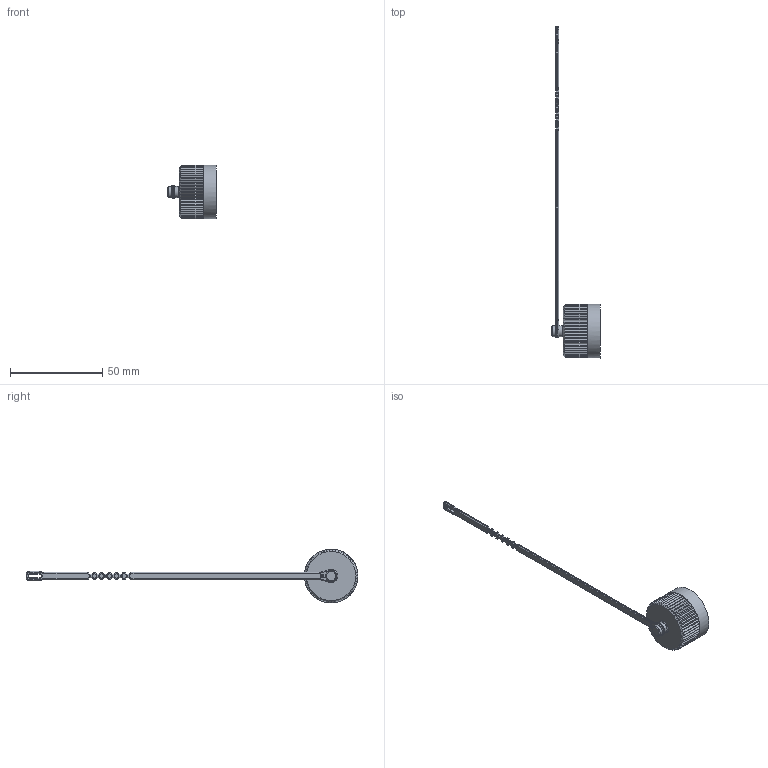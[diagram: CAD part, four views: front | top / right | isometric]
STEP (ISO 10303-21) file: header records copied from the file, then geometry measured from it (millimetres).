
FILE_DESCRIPTION(/* description */ (''),/* implementation_level */ '2;1');
FILE_NAME(/* name */ '08-2299-000-000_bg.stp',/* time_stamp */ '2010-05-05T10:14:34+02:00',/* author */ (''),/* organization */ (''),/* preprocessor_version */ 'ST-DEVELOPER v11',/* originating_system */ 'UGS - NX 5.0',/* authorisation */ '');
FILE_SCHEMA (('CONFIG_CONTROL_DESIGN'));
Length unit declared in the file: millimetre
Products named in the file (1): cerl1B55xmhz
Bounding box: 26.2 x 179.5 x 29 mm (x, y, z)
Volume: 9560.2 mm3; surface area: 6989.9 mm2
Topology: 1 solids, 1 shells, 626 faces, 1445 edges, 830 vertices
Faces by surface type: plane 265, cylinder 239, torus 71, bspline 48, cone 3
Full cylindrical faces by diameter (mm): 6 x2, 8.4 x1, 13.6 x1, 17.8 x1, 20.82 x1, 29 x1
Entity records: 17851 total; most frequent: CARTESIAN_POINT 3739, DIRECTION 3083, ORIENTED_EDGE 2858, EDGE_CURVE 1429, AXIS2_PLACEMENT_3D 1185, VERTEX_POINT 825, LINE 713, VECTOR 713
